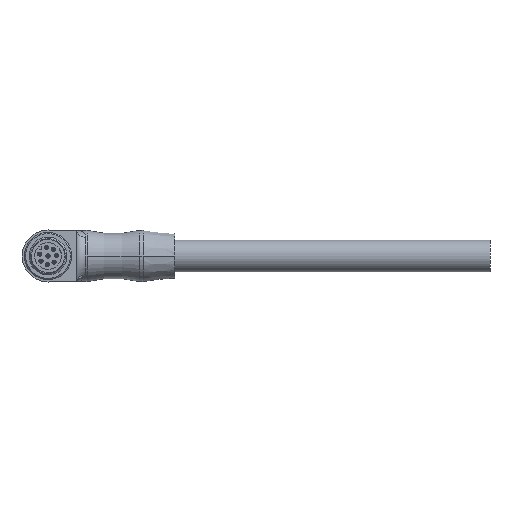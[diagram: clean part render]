
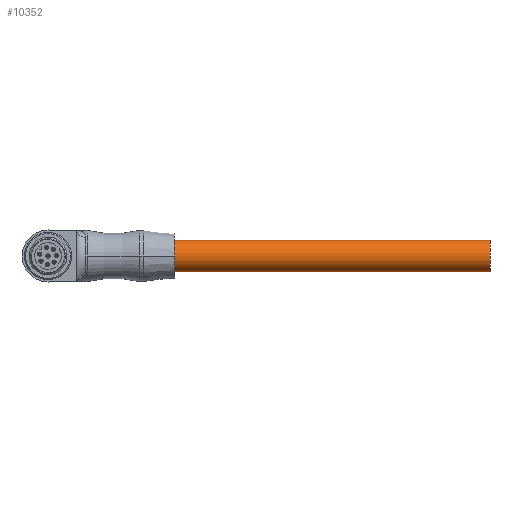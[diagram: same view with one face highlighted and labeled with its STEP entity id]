
A CAD part, left-side view. The second image highlights one B-rep face of the part: STEP entity #10352.
In plain terms, the highlighted cylindrical face has radius 5 mm (diameter 10 mm), a partial arc.
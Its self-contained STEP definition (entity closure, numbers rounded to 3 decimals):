
#3136=CARTESIAN_POINT('',(17.162,-63.883,
-6.752));
#3137=DIRECTION('',(0.,-1.,0.));
#3138=DIRECTION('',(0.,0.,1.));
#3139=AXIS2_PLACEMENT_3D('',#3136,#3137,#3138);
#3159=DIRECTION('',(0.,-1.,0.));
#3160=VECTOR('',#3159,100.);
#3161=CARTESIAN_POINT('',(17.162,-63.883,
-11.752));
#3162=LINE('',#3161,#3160);
#3163=DIRECTION('',(0.,1.,0.));
#3164=VECTOR('',#3163,100.);
#3165=CARTESIAN_POINT('',(17.162,-163.883,
-1.752));
#3166=LINE('',#3165,#3164);
#3167=CARTESIAN_POINT('',(17.162,-163.883,
-6.752));
#3168=DIRECTION('',(0.,-1.,0.));
#3169=DIRECTION('',(0.,0.,1.));
#3170=AXIS2_PLACEMENT_3D('',#3167,#3168,#3169);
#4275=CARTESIAN_POINT('',(17.162,-63.883,
-1.752));
#4276=CARTESIAN_POINT('',(17.162,-63.883,
-11.752));
#4277=VERTEX_POINT('',#4275);
#4278=VERTEX_POINT('',#4276);
#4279=CARTESIAN_POINT('',(17.162,-163.883,
-1.752));
#4280=VERTEX_POINT('',#4279);
#4281=CARTESIAN_POINT('',(17.162,-163.883,
-11.752));
#4282=VERTEX_POINT('',#4281);
#10338=CARTESIAN_POINT('',(17.162,-61.883,
-6.752));
#10339=DIRECTION('',(0.,-1.,0.));
#10340=DIRECTION('',(0.,0.,1.));
#10341=AXIS2_PLACEMENT_3D('',#10338,#10339,#10340);
#10342=CYLINDRICAL_SURFACE('',#10341,5.);
#10343=ORIENTED_EDGE('',*,*,#10319,.F.);
#10345=ORIENTED_EDGE('',*,*,#10344,.F.);
#10347=ORIENTED_EDGE('',*,*,#10346,.T.);
#10349=ORIENTED_EDGE('',*,*,#10348,.F.);
#10350=EDGE_LOOP('',(#10343,#10345,#10347,#10349));
#10351=FACE_OUTER_BOUND('',#10350,.F.);
#3140=CIRCLE('',#3139,5.);
#3171=CIRCLE('',#3170,5.);
#10319=EDGE_CURVE('',#4277,#4278,#3140,.T.);
#10344=EDGE_CURVE('',#4280,#4277,#3166,.T.);
#10346=EDGE_CURVE('',#4280,#4282,#3171,.T.);
#10348=EDGE_CURVE('',#4278,#4282,#3162,.T.);
#10352=ADVANCED_FACE('',(#10351),#10342,.T.);
